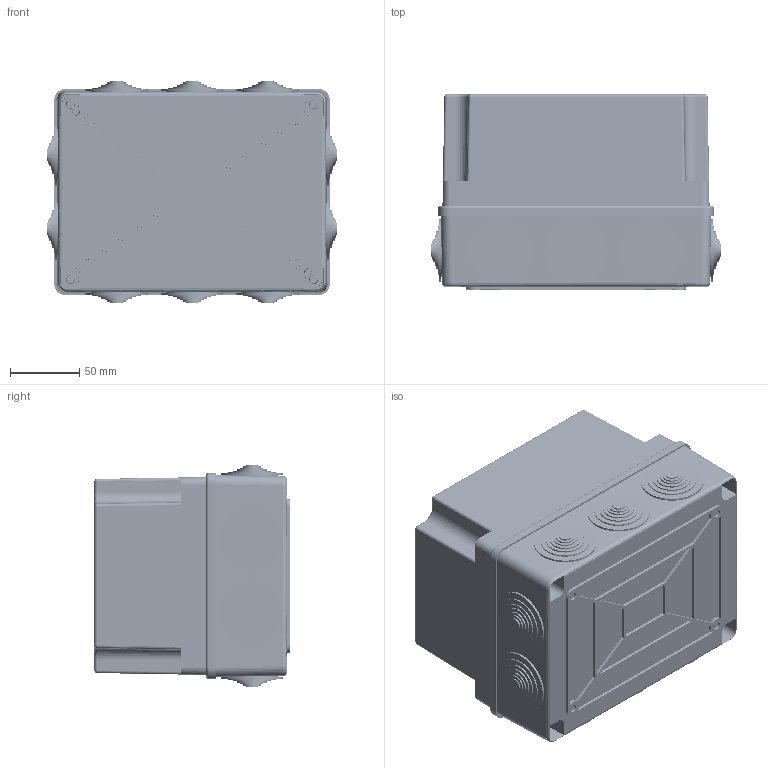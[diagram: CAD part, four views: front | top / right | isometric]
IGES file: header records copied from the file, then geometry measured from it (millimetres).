
Start section: SolidWorks IGES file using analytic representation for surfaces
Global section: file name: PW-39SZDT.IGS; native system: SolidWorks 2010; preprocessor: SolidWorks 2010; author: lukasz; date: 140914.100538; units: millimetre
Bounding box: 210.36 x 141.2 x 160.59 mm (x, y, z)
Surface area: 386385.7 mm2 (no closed solid volume)
Topology: 0 solids, 0 shells, 1364 faces, 29490 edges, 29490 vertices
Faces by surface type: revolution 726, bspline 638
